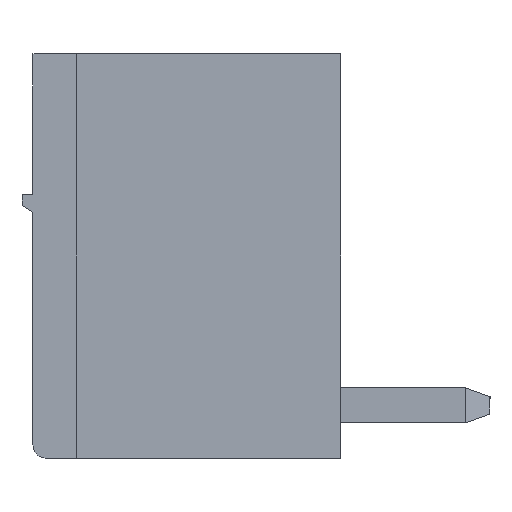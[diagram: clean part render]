
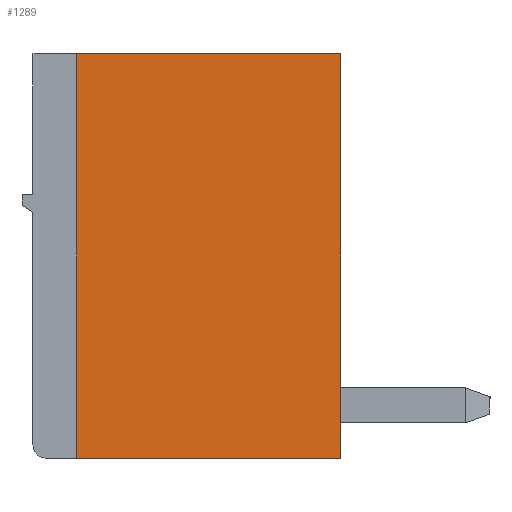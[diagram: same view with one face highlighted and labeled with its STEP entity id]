
A CAD part, left-side view. The second image highlights one B-rep face of the part: STEP entity #1289.
In plain terms, the highlighted planar face has unit normal (-1, 0, 0).
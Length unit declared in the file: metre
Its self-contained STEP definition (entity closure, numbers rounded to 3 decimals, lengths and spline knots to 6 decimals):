
#1289=ADVANCED_FACE('',(#3424),#3425,.F.);
#3424=FACE_OUTER_BOUND('',#6385,.T.);
#3425=PLANE('',#6386);
#6385=EDGE_LOOP('',(#10665,#10666,#10667,#10668));
#6386=AXIS2_PLACEMENT_3D('',#10669,#10670,#10671);
#10665=ORIENTED_EDGE('',*,*,#17978,.F.);
#10666=ORIENTED_EDGE('',*,*,#17592,.F.);
#10667=ORIENTED_EDGE('',*,*,#18417,.T.);
#10668=ORIENTED_EDGE('',*,*,#18079,.T.);
#10669=CARTESIAN_POINT('',(-1.091827,0.00386,0.000933));
#10670=DIRECTION('',(1.0,0.,0.));
#10671=DIRECTION('',(0.0,0.,1.0));
#17592=EDGE_CURVE('',#21067,#21058,#21069,.T.);
#17978=EDGE_CURVE('',#21058,#21839,#21840,.T.);
#18079=EDGE_CURVE('',#22010,#21839,#22011,.T.);
#18417=EDGE_CURVE('',#21067,#22010,#22487,.T.);
#21058=VERTEX_POINT('',#26122);
#21067=VERTEX_POINT('',#26136);
#21069=LINE('',#26139,#26140);
#21839=VERTEX_POINT('',#27232);
#21840=LINE('',#27233,#27234);
#22010=VERTEX_POINT('',#27501);
#22011=LINE('',#27502,#27503);
#22487=LINE('',#28177,#28178);
#26122=CARTESIAN_POINT('',(-1.091827,0.00386,0.000933));
#26136=CARTESIAN_POINT('',(-1.091827,0.00986,0.000933));
#26139=CARTESIAN_POINT('',(-1.091827,0.00386,0.000933));
#26140=VECTOR('',#32990,1.0);
#27232=CARTESIAN_POINT('',(-1.091827,0.00386,-0.008267));
#27233=CARTESIAN_POINT('',(-1.091827,0.00386,0.000933));
#27234=VECTOR('',#33499,1.0);
#27501=CARTESIAN_POINT('',(-1.091827,0.00986,-0.008267));
#27502=CARTESIAN_POINT('',(-1.091827,0.00386,-0.008267));
#27503=VECTOR('',#33603,1.0);
#28177=CARTESIAN_POINT('',(-1.091827,0.00986,0.000933));
#28178=VECTOR('',#33883,1.0);
#32990=DIRECTION('',(0.,-1.0,0.));
#33499=DIRECTION('',(0.,0.,-1.0));
#33603=DIRECTION('',(0.,-1.0,0.));
#33883=DIRECTION('',(0.,0.,-1.0));
